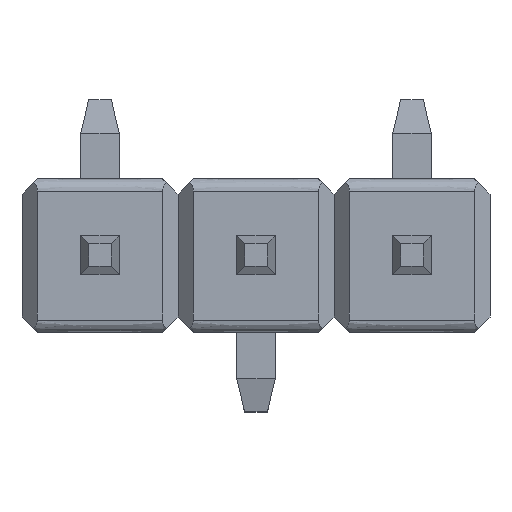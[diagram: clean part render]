
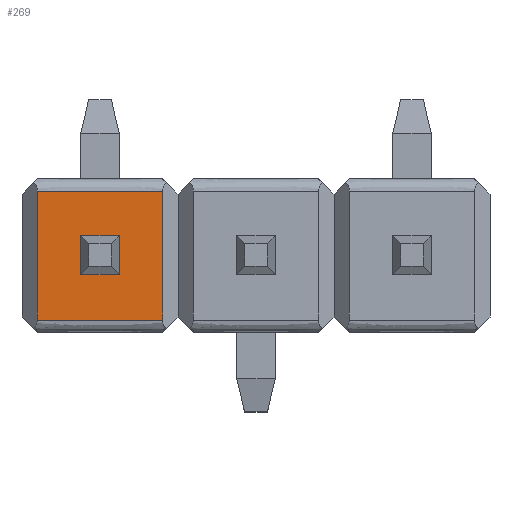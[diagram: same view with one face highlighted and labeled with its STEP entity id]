
A CAD part, top view. The second image highlights one B-rep face of the part: STEP entity #269.
In plain terms, the highlighted planar face has unit normal (0, 0, 1).
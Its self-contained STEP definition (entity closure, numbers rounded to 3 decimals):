
#36=(
BOUNDED_SURFACE()
B_SPLINE_SURFACE(2,1,((#8878,#8879),(#8880,#8881),(#8882,#8883),(#8884,#8885),
(#8886,#8887),(#8888,#8889),(#8890,#8891),(#8892,#8893),(#8894,#8895)),
 .UNSPECIFIED.,.T.,.F.,.F.)
B_SPLINE_SURFACE_WITH_KNOTS((3,2,2,2,3),(2,2),(0.,1.571,3.142,
4.712,6.283),(0.,2.589),.UNSPECIFIED.)
GEOMETRIC_REPRESENTATION_ITEM()
RATIONAL_B_SPLINE_SURFACE(((1.,1.),(0.707,0.707),
(1.,1.),(0.707,0.707),(1.,1.),(0.707,
0.707),(1.,1.),(0.707,0.707),(1.,1.)))
REPRESENTATION_ITEM('')
SURFACE()
);
#37=(
BOUNDED_SURFACE()
B_SPLINE_SURFACE(2,1,((#8896,#8897),(#8898,#8899),(#8900,#8901),(#8902,#8903),
(#8904,#8905),(#8906,#8907),(#8908,#8909),(#8910,#8911),(#8912,#8913)),
 .UNSPECIFIED.,.T.,.F.,.F.)
B_SPLINE_SURFACE_WITH_KNOTS((3,2,2,2,3),(2,2),(0.,1.571,3.142,
4.712,6.283),(0.,2.589),.UNSPECIFIED.)
GEOMETRIC_REPRESENTATION_ITEM()
RATIONAL_B_SPLINE_SURFACE(((1.,1.),(0.707,0.707),
(1.,1.),(0.707,0.707),(1.,1.),(0.707,
0.707),(1.,1.),(0.707,0.707),(1.,1.)))
REPRESENTATION_ITEM('')
SURFACE()
);
#269=ADVANCED_FACE('',(#447,#388),#5545,.T.);
#388=FACE_BOUND('',#620,.T.);
#447=FACE_OUTER_BOUND('',#619,.T.);
#619=EDGE_LOOP('',(#959,#960,#961,#962));
#620=EDGE_LOOP('',(#963,#964,#965,#966));
#959=ORIENTED_EDGE('',*,*,#3696,.T.);
#960=ORIENTED_EDGE('',*,*,#3697,.T.);
#961=ORIENTED_EDGE('',*,*,#3698,.T.);
#962=ORIENTED_EDGE('',*,*,#3699,.T.);
#963=ORIENTED_EDGE('',*,*,#3700,.T.);
#964=ORIENTED_EDGE('',*,*,#3701,.T.);
#965=ORIENTED_EDGE('',*,*,#3702,.T.);
#966=ORIENTED_EDGE('',*,*,#3703,.T.);
#1763=PCURVE('',#5545,#2567);
#1764=PCURVE('',#5545,#2568);
#1765=PCURVE('',#5545,#2569);
#1766=PCURVE('',#5545,#2570);
#1767=PCURVE('',#5545,#2571);
#1768=PCURVE('',#5545,#2572);
#1769=PCURVE('',#5545,#2573);
#1770=PCURVE('',#5545,#2574);
#1772=PCURVE('',#5546,#2576);
#1810=PCURVE('',#5551,#2614);
#1823=PCURVE('',#36,#2627);
#1827=PCURVE('',#37,#2631);
#2567=DEFINITIONAL_REPRESENTATION('',(#4344),#11607);
#2568=DEFINITIONAL_REPRESENTATION('',(#4346),#11607);
#2569=DEFINITIONAL_REPRESENTATION('',(#4348),#11607);
#2570=DEFINITIONAL_REPRESENTATION('',(#4350),#11607);
#2571=DEFINITIONAL_REPRESENTATION('',(#4352),#11607);
#2572=DEFINITIONAL_REPRESENTATION('',(#4354),#11607);
#2573=DEFINITIONAL_REPRESENTATION('',(#4356),#11607);
#2574=DEFINITIONAL_REPRESENTATION('',(#4358),#11607);
#2576=DEFINITIONAL_REPRESENTATION('',(#4361),#11607);
#2614=DEFINITIONAL_REPRESENTATION('',(#4423),#11607);
#2627=DEFINITIONAL_REPRESENTATION('',(#4440),#11607);
#2631=DEFINITIONAL_REPRESENTATION('',(#4445),#11607);
#3270=SURFACE_CURVE('',#4343,(#1763,#1810),.PCURVE_S1.);
#3271=SURFACE_CURVE('',#4345,(#1764,#1823),.PCURVE_S1.);
#3272=SURFACE_CURVE('',#4347,(#1765,#1772),.PCURVE_S1.);
#3273=SURFACE_CURVE('',#4349,(#1766,#1827),.PCURVE_S1.);
#3274=SURFACE_CURVE('',#4351,(#1767),.PCURVE_S1.);
#3275=SURFACE_CURVE('',#4353,(#1768),.PCURVE_S1.);
#3276=SURFACE_CURVE('',#4355,(#1769),.PCURVE_S1.);
#3277=SURFACE_CURVE('',#4357,(#1770),.PCURVE_S1.);
#3696=EDGE_CURVE('',#5292,#5293,#3270,.T.);
#3697=EDGE_CURVE('',#5293,#5294,#3271,.T.);
#3698=EDGE_CURVE('',#5294,#5291,#3272,.T.);
#3699=EDGE_CURVE('',#5291,#5292,#3273,.T.);
#3700=EDGE_CURVE('',#5296,#5298,#3274,.T.);
#3701=EDGE_CURVE('',#5298,#5297,#3275,.T.);
#3702=EDGE_CURVE('',#5297,#5295,#3276,.T.);
#3703=EDGE_CURVE('',#5295,#5296,#3277,.T.);
#4343=B_SPLINE_CURVE_WITH_KNOTS('',1,(#9034,#9035),.UNSPECIFIED.,.F.,.F.,
(2,2),(0.,2.1),.UNSPECIFIED.);
#4344=B_SPLINE_CURVE_WITH_KNOTS('',1,(#9036,#9037),.UNSPECIFIED.,.F.,.F.,
(2,2),(0.,2.1),.UNSPECIFIED.);
#4345=B_SPLINE_CURVE_WITH_KNOTS('',1,(#9038,#9039),.UNSPECIFIED.,.F.,.F.,
(2,2),(0.,2.04),.UNSPECIFIED.);
#4346=B_SPLINE_CURVE_WITH_KNOTS('',1,(#9040,#9041),.UNSPECIFIED.,.F.,.F.,
(2,2),(0.,2.04),.UNSPECIFIED.);
#4347=B_SPLINE_CURVE_WITH_KNOTS('',1,(#9042,#9043),.UNSPECIFIED.,.F.,.F.,
(2,2),(-2.1,0.),.UNSPECIFIED.);
#4348=B_SPLINE_CURVE_WITH_KNOTS('',1,(#9044,#9045),.UNSPECIFIED.,.F.,.F.,
(2,2),(-2.1,0.),.UNSPECIFIED.);
#4349=B_SPLINE_CURVE_WITH_KNOTS('',1,(#9046,#9047),.UNSPECIFIED.,.F.,.F.,
(2,2),(-2.04,0.),.UNSPECIFIED.);
#4350=B_SPLINE_CURVE_WITH_KNOTS('',1,(#9048,#9049),.UNSPECIFIED.,.F.,.F.,
(2,2),(-2.04,0.),.UNSPECIFIED.);
#4351=B_SPLINE_CURVE_WITH_KNOTS('',1,(#9050,#9051),.UNSPECIFIED.,.F.,.F.,
(2,2),(-0.63,0.),.UNSPECIFIED.);
#4352=B_SPLINE_CURVE_WITH_KNOTS('',1,(#9052,#9053),.UNSPECIFIED.,.F.,.F.,
(2,2),(-0.63,0.),.UNSPECIFIED.);
#4353=B_SPLINE_CURVE_WITH_KNOTS('',1,(#9054,#9055),.UNSPECIFIED.,.F.,.F.,
(2,2),(0.,0.63),.UNSPECIFIED.);
#4354=B_SPLINE_CURVE_WITH_KNOTS('',1,(#9056,#9057),.UNSPECIFIED.,.F.,.F.,
(2,2),(0.,0.63),.UNSPECIFIED.);
#4355=B_SPLINE_CURVE_WITH_KNOTS('',1,(#9058,#9059),.UNSPECIFIED.,.F.,.F.,
(2,2),(0.,0.63),.UNSPECIFIED.);
#4356=B_SPLINE_CURVE_WITH_KNOTS('',1,(#9060,#9061),.UNSPECIFIED.,.F.,.F.,
(2,2),(0.,0.63),.UNSPECIFIED.);
#4357=B_SPLINE_CURVE_WITH_KNOTS('',1,(#9062,#9063),.UNSPECIFIED.,.F.,.F.,
(2,2),(-0.63,0.),.UNSPECIFIED.);
#4358=B_SPLINE_CURVE_WITH_KNOTS('',1,(#9064,#9065),.UNSPECIFIED.,.F.,.F.,
(2,2),(-0.63,0.),.UNSPECIFIED.);
#4361=B_SPLINE_CURVE_WITH_KNOTS('',1,(#9074,#9075),.UNSPECIFIED.,.F.,.F.,
(2,2),(-2.1,0.),.UNSPECIFIED.);
#4423=B_SPLINE_CURVE_WITH_KNOTS('',1,(#9214,#9215),.UNSPECIFIED.,.F.,.F.,
(2,2),(0.,2.1),.UNSPECIFIED.);
#4440=B_SPLINE_CURVE_WITH_KNOTS('',1,(#9258,#9259),.UNSPECIFIED.,.F.,.F.,
(2,2),(0.,2.04),.UNSPECIFIED.);
#4445=B_SPLINE_CURVE_WITH_KNOTS('',1,(#9276,#9277),.UNSPECIFIED.,.F.,.F.,
(2,2),(-2.04,0.),.UNSPECIFIED.);
#5291=VERTEX_POINT('',#8935);
#5292=VERTEX_POINT('',#8936);
#5293=VERTEX_POINT('',#8937);
#5294=VERTEX_POINT('',#8938);
#5295=VERTEX_POINT('',#8939);
#5296=VERTEX_POINT('',#8940);
#5297=VERTEX_POINT('',#8941);
#5298=VERTEX_POINT('',#8942);
#5545=PLANE('',#5691);
#5546=PLANE('',#5692);
#5551=PLANE('',#5697);
#5691=AXIS2_PLACEMENT_3D('',#8870,#5821,$);
#5692=AXIS2_PLACEMENT_3D('',#8871,#5822,$);
#5697=AXIS2_PLACEMENT_3D('',#8876,#5827,$);
#5821=DIRECTION('',(0.,0.,1.));
#5822=DIRECTION('',(0.707,0.,0.707));
#5827=DIRECTION('',(-0.707,0.,0.707));
#8870=CARTESIAN_POINT('',(-3.764,1.26,4.415));
#8871=CARTESIAN_POINT('',(-1.969,1.43,4.864));
#8876=CARTESIAN_POINT('',(-4.259,1.43,3.716));
#8878=CARTESIAN_POINT('',(-3.834,-0.85,4.215));
#8879=CARTESIAN_POINT('',(-1.246,-0.85,4.215));
#8880=CARTESIAN_POINT('',(-3.834,-0.85,4.415));
#8881=CARTESIAN_POINT('',(-1.246,-0.85,4.415));
#8882=CARTESIAN_POINT('',(-3.834,-1.05,4.415));
#8883=CARTESIAN_POINT('',(-1.246,-1.05,4.415));
#8884=CARTESIAN_POINT('',(-3.834,-1.25,4.415));
#8885=CARTESIAN_POINT('',(-1.246,-1.25,4.415));
#8886=CARTESIAN_POINT('',(-3.834,-1.25,4.215));
#8887=CARTESIAN_POINT('',(-1.246,-1.25,4.215));
#8888=CARTESIAN_POINT('',(-3.834,-1.25,4.015));
#8889=CARTESIAN_POINT('',(-1.246,-1.25,4.015));
#8890=CARTESIAN_POINT('',(-3.834,-1.05,4.015));
#8891=CARTESIAN_POINT('',(-1.246,-1.05,4.015));
#8892=CARTESIAN_POINT('',(-3.834,-0.85,4.015));
#8893=CARTESIAN_POINT('',(-1.246,-0.85,4.015));
#8894=CARTESIAN_POINT('',(-3.834,-0.85,4.215));
#8895=CARTESIAN_POINT('',(-1.246,-0.85,4.215));
#8896=CARTESIAN_POINT('',(-3.834,0.85,4.215));
#8897=CARTESIAN_POINT('',(-1.246,0.85,4.215));
#8898=CARTESIAN_POINT('',(-3.834,0.85,4.015));
#8899=CARTESIAN_POINT('',(-1.246,0.85,4.015));
#8900=CARTESIAN_POINT('',(-3.834,1.05,4.015));
#8901=CARTESIAN_POINT('',(-1.246,1.05,4.015));
#8902=CARTESIAN_POINT('',(-3.834,1.25,4.015));
#8903=CARTESIAN_POINT('',(-1.246,1.25,4.015));
#8904=CARTESIAN_POINT('',(-3.834,1.25,4.215));
#8905=CARTESIAN_POINT('',(-1.246,1.25,4.215));
#8906=CARTESIAN_POINT('',(-3.834,1.25,4.415));
#8907=CARTESIAN_POINT('',(-1.246,1.25,4.415));
#8908=CARTESIAN_POINT('',(-3.834,1.05,4.415));
#8909=CARTESIAN_POINT('',(-1.246,1.05,4.415));
#8910=CARTESIAN_POINT('',(-3.834,0.85,4.415));
#8911=CARTESIAN_POINT('',(-1.246,0.85,4.415));
#8912=CARTESIAN_POINT('',(-3.834,0.85,4.215));
#8913=CARTESIAN_POINT('',(-1.246,0.85,4.215));
#8935=CARTESIAN_POINT('',(-1.52,1.05,4.415));
#8936=CARTESIAN_POINT('',(-3.56,1.05,4.415));
#8937=CARTESIAN_POINT('',(-3.56,-1.05,4.415));
#8938=CARTESIAN_POINT('',(-1.52,-1.05,4.415));
#8939=CARTESIAN_POINT('',(-2.855,-0.315,4.415));
#8940=CARTESIAN_POINT('',(-2.855,0.315,4.415));
#8941=CARTESIAN_POINT('',(-2.225,-0.315,4.415));
#8942=CARTESIAN_POINT('',(-2.225,0.315,4.415));
#9034=CARTESIAN_POINT('',(-3.56,1.05,4.415));
#9035=CARTESIAN_POINT('',(-3.56,-1.05,4.415));
#9036=CARTESIAN_POINT('',(0.,0.25));
#9037=CARTESIAN_POINT('',(2.1,0.25));
#9038=CARTESIAN_POINT('',(-3.56,-1.05,4.415));
#9039=CARTESIAN_POINT('',(-1.52,-1.05,4.415));
#9040=CARTESIAN_POINT('',(2.1,0.25));
#9041=CARTESIAN_POINT('',(2.1,2.29));
#9042=CARTESIAN_POINT('',(-1.52,-1.05,4.415));
#9043=CARTESIAN_POINT('',(-1.52,1.05,4.415));
#9044=CARTESIAN_POINT('',(2.1,2.29));
#9045=CARTESIAN_POINT('',(0.,2.29));
#9046=CARTESIAN_POINT('',(-1.52,1.05,4.415));
#9047=CARTESIAN_POINT('',(-3.56,1.05,4.415));
#9048=CARTESIAN_POINT('',(0.,2.29));
#9049=CARTESIAN_POINT('',(0.,0.25));
#9050=CARTESIAN_POINT('',(-2.855,0.315,4.415));
#9051=CARTESIAN_POINT('',(-2.225,0.315,4.415));
#9052=CARTESIAN_POINT('',(0.735,0.955));
#9053=CARTESIAN_POINT('',(0.735,1.585));
#9054=CARTESIAN_POINT('',(-2.225,0.315,4.415));
#9055=CARTESIAN_POINT('',(-2.225,-0.315,4.415));
#9056=CARTESIAN_POINT('',(0.735,1.585));
#9057=CARTESIAN_POINT('',(1.365,1.585));
#9058=CARTESIAN_POINT('',(-2.225,-0.315,4.415));
#9059=CARTESIAN_POINT('',(-2.855,-0.315,4.415));
#9060=CARTESIAN_POINT('',(1.365,1.585));
#9061=CARTESIAN_POINT('',(1.365,0.955));
#9062=CARTESIAN_POINT('',(-2.855,-0.315,4.415));
#9063=CARTESIAN_POINT('',(-2.855,0.315,4.415));
#9064=CARTESIAN_POINT('',(1.365,0.955));
#9065=CARTESIAN_POINT('',(0.735,0.955));
#9074=CARTESIAN_POINT('',(-0.2,0.));
#9075=CARTESIAN_POINT('',(-2.3,0.));
#9214=CARTESIAN_POINT('',(-2.3,0.354));
#9215=CARTESIAN_POINT('',(-0.2,0.354));
#9258=CARTESIAN_POINT('',(1.571,0.274));
#9259=CARTESIAN_POINT('',(1.571,2.314));
#9276=CARTESIAN_POINT('',(4.712,2.314));
#9277=CARTESIAN_POINT('',(4.712,0.274));
#11607=(
GEOMETRIC_REPRESENTATION_CONTEXT(2)
PARAMETRIC_REPRESENTATION_CONTEXT()
REPRESENTATION_CONTEXT('pspace','')
);
